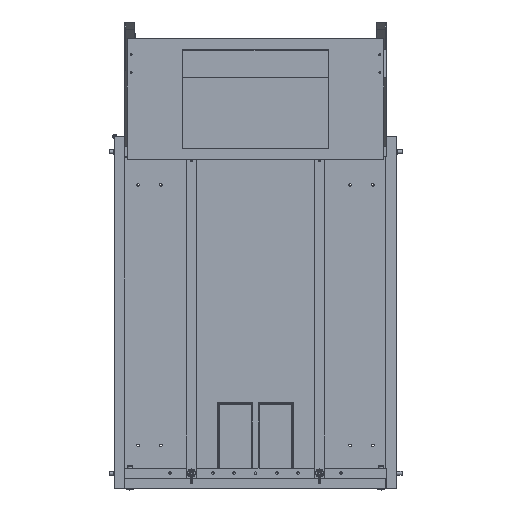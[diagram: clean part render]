
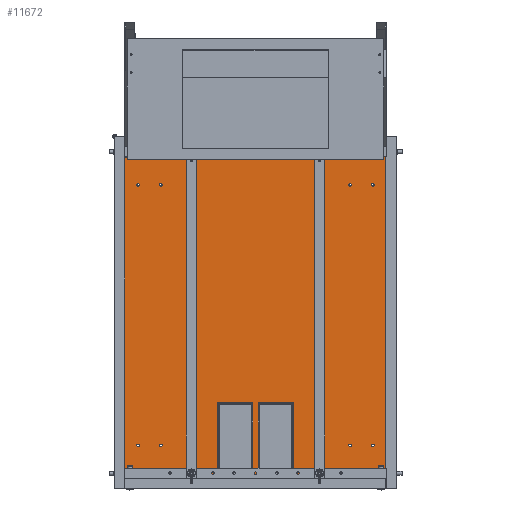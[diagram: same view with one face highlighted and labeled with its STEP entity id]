
A CAD part, top view. The second image highlights one B-rep face of the part: STEP entity #11672.
In plain terms, the highlighted planar face has unit normal (0, 0, 1).
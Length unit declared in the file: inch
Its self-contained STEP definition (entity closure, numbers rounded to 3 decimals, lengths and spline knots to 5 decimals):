
#669=FACE_BOUND('',#2356,.T.);
#670=FACE_BOUND('',#2357,.T.);
#671=FACE_BOUND('',#2358,.T.);
#672=FACE_BOUND('',#2359,.T.);
#673=FACE_BOUND('',#2360,.T.);
#674=FACE_BOUND('',#2361,.T.);
#675=FACE_BOUND('',#2362,.T.);
#676=FACE_BOUND('',#2363,.T.);
#677=FACE_BOUND('',#2364,.T.);
#678=FACE_BOUND('',#2365,.T.);
#679=FACE_BOUND('',#2366,.T.);
#680=FACE_BOUND('',#2367,.T.);
#681=FACE_BOUND('',#2368,.T.);
#682=FACE_BOUND('',#2369,.T.);
#683=FACE_BOUND('',#2370,.T.);
#684=FACE_BOUND('',#2371,.T.);
#1006=PLANE('',#13018);
#1629=FACE_OUTER_BOUND('',#2355,.T.);
#2355=EDGE_LOOP('',(#9382,#9383,#9384,#9385));
#2356=EDGE_LOOP('',(#9386));
#2357=EDGE_LOOP('',(#9387));
#2358=EDGE_LOOP('',(#9388));
#2359=EDGE_LOOP('',(#9389));
#2360=EDGE_LOOP('',(#9390));
#2361=EDGE_LOOP('',(#9391));
#2362=EDGE_LOOP('',(#9392));
#2363=EDGE_LOOP('',(#9393));
#2364=EDGE_LOOP('',(#9394));
#2365=EDGE_LOOP('',(#9395));
#2366=EDGE_LOOP('',(#9396));
#2367=EDGE_LOOP('',(#9397));
#2368=EDGE_LOOP('',(#9398));
#2369=EDGE_LOOP('',(#9399));
#2370=EDGE_LOOP('',(#9400));
#2371=EDGE_LOOP('',(#9401));
#3295=LINE('',#19976,#4141);
#3296=LINE('',#19979,#4142);
#3297=LINE('',#19981,#4143);
#3298=LINE('',#19982,#4144);
#4141=VECTOR('',#15509,0.3937);
#4142=VECTOR('',#15512,0.3937);
#4143=VECTOR('',#15513,0.3937);
#4144=VECTOR('',#15514,0.3937);
#4931=CIRCLE('',#12960,0.1285);
#4933=CIRCLE('',#12963,0.1285);
#4935=CIRCLE('',#12966,0.1285);
#4937=CIRCLE('',#12969,0.1285);
#4939=CIRCLE('',#12972,0.1285);
#4941=CIRCLE('',#12975,0.1285);
#4943=CIRCLE('',#12978,0.1285);
#4945=CIRCLE('',#12981,0.1285);
#4947=CIRCLE('',#12984,0.1285);
#4949=CIRCLE('',#12987,0.1285);
#4951=CIRCLE('',#12990,0.1285);
#4953=CIRCLE('',#12993,0.1285);
#4955=CIRCLE('',#12996,0.1285);
#4957=CIRCLE('',#12999,0.1285);
#4959=CIRCLE('',#13002,0.1285);
#4961=CIRCLE('',#13005,0.1285);
#5700=VERTEX_POINT('',#19819);
#5702=VERTEX_POINT('',#19825);
#5704=VERTEX_POINT('',#19831);
#5706=VERTEX_POINT('',#19837);
#5708=VERTEX_POINT('',#19843);
#5710=VERTEX_POINT('',#19849);
#5712=VERTEX_POINT('',#19855);
#5714=VERTEX_POINT('',#19861);
#5716=VERTEX_POINT('',#19867);
#5718=VERTEX_POINT('',#19873);
#5720=VERTEX_POINT('',#19879);
#5722=VERTEX_POINT('',#19885);
#5724=VERTEX_POINT('',#19891);
#5726=VERTEX_POINT('',#19897);
#5728=VERTEX_POINT('',#19903);
#5730=VERTEX_POINT('',#19909);
#5751=VERTEX_POINT('',#19972);
#5752=VERTEX_POINT('',#19974);
#5753=VERTEX_POINT('',#19978);
#5754=VERTEX_POINT('',#19980);
#6979=EDGE_CURVE('',#5700,#5700,#4931,.T.);
#6982=EDGE_CURVE('',#5702,#5702,#4933,.T.);
#6985=EDGE_CURVE('',#5704,#5704,#4935,.T.);
#6988=EDGE_CURVE('',#5706,#5706,#4937,.T.);
#6991=EDGE_CURVE('',#5708,#5708,#4939,.T.);
#6994=EDGE_CURVE('',#5710,#5710,#4941,.T.);
#6997=EDGE_CURVE('',#5712,#5712,#4943,.T.);
#7000=EDGE_CURVE('',#5714,#5714,#4945,.T.);
#7003=EDGE_CURVE('',#5716,#5716,#4947,.T.);
#7006=EDGE_CURVE('',#5718,#5718,#4949,.T.);
#7009=EDGE_CURVE('',#5720,#5720,#4951,.T.);
#7012=EDGE_CURVE('',#5722,#5722,#4953,.T.);
#7015=EDGE_CURVE('',#5724,#5724,#4955,.T.);
#7018=EDGE_CURVE('',#5726,#5726,#4957,.T.);
#7021=EDGE_CURVE('',#5728,#5728,#4959,.T.);
#7024=EDGE_CURVE('',#5730,#5730,#4961,.T.);
#7055=EDGE_CURVE('',#5751,#5752,#3295,.T.);
#7056=EDGE_CURVE('',#5753,#5751,#3296,.T.);
#7057=EDGE_CURVE('',#5754,#5752,#3297,.T.);
#7058=EDGE_CURVE('',#5753,#5754,#3298,.T.);
#9382=ORIENTED_EDGE('',*,*,#7056,.T.);
#9383=ORIENTED_EDGE('',*,*,#7055,.T.);
#9384=ORIENTED_EDGE('',*,*,#7057,.F.);
#9385=ORIENTED_EDGE('',*,*,#7058,.F.);
#9386=ORIENTED_EDGE('',*,*,#6979,.T.);
#9387=ORIENTED_EDGE('',*,*,#6982,.T.);
#9388=ORIENTED_EDGE('',*,*,#6985,.T.);
#9389=ORIENTED_EDGE('',*,*,#6988,.T.);
#9390=ORIENTED_EDGE('',*,*,#6991,.T.);
#9391=ORIENTED_EDGE('',*,*,#6994,.T.);
#9392=ORIENTED_EDGE('',*,*,#6997,.T.);
#9393=ORIENTED_EDGE('',*,*,#7000,.T.);
#9394=ORIENTED_EDGE('',*,*,#7003,.T.);
#9395=ORIENTED_EDGE('',*,*,#7006,.T.);
#9396=ORIENTED_EDGE('',*,*,#7009,.T.);
#9397=ORIENTED_EDGE('',*,*,#7012,.T.);
#9398=ORIENTED_EDGE('',*,*,#7015,.T.);
#9399=ORIENTED_EDGE('',*,*,#7018,.T.);
#9400=ORIENTED_EDGE('',*,*,#7021,.T.);
#9401=ORIENTED_EDGE('',*,*,#7024,.T.);
#11672=ADVANCED_FACE('',(#1629,#669,#670,#671,#672,#673,#674,#675,#676,
#677,#678,#679,#680,#681,#682,#683,#684),#1006,.T.);
#12960=AXIS2_PLACEMENT_3D('',#19821,#15348,#15349);
#12963=AXIS2_PLACEMENT_3D('',#19827,#15355,#15356);
#12966=AXIS2_PLACEMENT_3D('',#19833,#15362,#15363);
#12969=AXIS2_PLACEMENT_3D('',#19839,#15369,#15370);
#12972=AXIS2_PLACEMENT_3D('',#19845,#15376,#15377);
#12975=AXIS2_PLACEMENT_3D('',#19851,#15383,#15384);
#12978=AXIS2_PLACEMENT_3D('',#19857,#15390,#15391);
#12981=AXIS2_PLACEMENT_3D('',#19863,#15397,#15398);
#12984=AXIS2_PLACEMENT_3D('',#19869,#15404,#15405);
#12987=AXIS2_PLACEMENT_3D('',#19875,#15411,#15412);
#12990=AXIS2_PLACEMENT_3D('',#19881,#15418,#15419);
#12993=AXIS2_PLACEMENT_3D('',#19887,#15425,#15426);
#12996=AXIS2_PLACEMENT_3D('',#19893,#15432,#15433);
#12999=AXIS2_PLACEMENT_3D('',#19899,#15439,#15440);
#13002=AXIS2_PLACEMENT_3D('',#19905,#15446,#15447);
#13005=AXIS2_PLACEMENT_3D('',#19911,#15453,#15454);
#13018=AXIS2_PLACEMENT_3D('',#19977,#15510,#15511);
#15348=DIRECTION('center_axis',(0.,0.,-1.));
#15349=DIRECTION('ref_axis',(1.,0.,0.));
#15355=DIRECTION('center_axis',(0.,0.,-1.));
#15356=DIRECTION('ref_axis',(1.,0.,0.));
#15362=DIRECTION('center_axis',(0.,0.,-1.));
#15363=DIRECTION('ref_axis',(1.,0.,0.));
#15369=DIRECTION('center_axis',(0.,0.,-1.));
#15370=DIRECTION('ref_axis',(1.,0.,0.));
#15376=DIRECTION('center_axis',(0.,0.,-1.));
#15377=DIRECTION('ref_axis',(1.,0.,0.));
#15383=DIRECTION('center_axis',(0.,0.,-1.));
#15384=DIRECTION('ref_axis',(1.,0.,0.));
#15390=DIRECTION('center_axis',(0.,0.,-1.));
#15391=DIRECTION('ref_axis',(1.,0.,0.));
#15397=DIRECTION('center_axis',(0.,0.,-1.));
#15398=DIRECTION('ref_axis',(1.,0.,0.));
#15404=DIRECTION('center_axis',(0.,0.,-1.));
#15405=DIRECTION('ref_axis',(1.,0.,0.));
#15411=DIRECTION('center_axis',(0.,0.,-1.));
#15412=DIRECTION('ref_axis',(1.,0.,0.));
#15418=DIRECTION('center_axis',(0.,0.,-1.));
#15419=DIRECTION('ref_axis',(1.,0.,0.));
#15425=DIRECTION('center_axis',(0.,0.,-1.));
#15426=DIRECTION('ref_axis',(1.,0.,0.));
#15432=DIRECTION('center_axis',(0.,0.,-1.));
#15433=DIRECTION('ref_axis',(1.,0.,0.));
#15439=DIRECTION('center_axis',(0.,0.,-1.));
#15440=DIRECTION('ref_axis',(1.,0.,0.));
#15446=DIRECTION('center_axis',(0.,0.,-1.));
#15447=DIRECTION('ref_axis',(1.,0.,0.));
#15453=DIRECTION('center_axis',(0.,0.,-1.));
#15454=DIRECTION('ref_axis',(1.,0.,0.));
#15509=DIRECTION('',(1.,0.,0.));
#15510=DIRECTION('center_axis',(0.,0.,1.));
#15511=DIRECTION('ref_axis',(0.,-1.,0.));
#15512=DIRECTION('',(0.,-1.,0.));
#15513=DIRECTION('',(0.,-1.,0.));
#15514=DIRECTION('',(1.,0.,0.));
#19819=CARTESIAN_POINT('',(25.55339,-30.71457,0.));
#19821=CARTESIAN_POINT('Origin',(25.68189,-30.71457,0.));
#19825=CARTESIAN_POINT('',(2.18961,-33.78543,0.));
#19827=CARTESIAN_POINT('Origin',(2.31811,-33.78543,0.));
#19831=CARTESIAN_POINT('',(2.18961,-1.71457,0.));
#19833=CARTESIAN_POINT('Origin',(2.31811,-1.71457,0.));
#19837=CARTESIAN_POINT('',(25.55339,-4.78543,0.));
#19839=CARTESIAN_POINT('Origin',(25.68189,-4.78543,0.));
#19843=CARTESIAN_POINT('',(25.55339,-1.71457,0.));
#19845=CARTESIAN_POINT('Origin',(25.68189,-1.71457,0.));
#19849=CARTESIAN_POINT('',(2.18961,-4.78543,0.));
#19851=CARTESIAN_POINT('Origin',(2.31811,-4.78543,0.));
#19855=CARTESIAN_POINT('',(2.18961,-30.71457,0.));
#19857=CARTESIAN_POINT('Origin',(2.31811,-30.71457,0.));
#19861=CARTESIAN_POINT('',(23.28961,-33.78543,0.));
#19863=CARTESIAN_POINT('Origin',(23.41811,-33.78543,0.));
#19867=CARTESIAN_POINT('',(23.28961,-30.71457,0.));
#19869=CARTESIAN_POINT('Origin',(23.41811,-30.71457,0.));
#19873=CARTESIAN_POINT('',(4.45339,-33.78543,0.));
#19875=CARTESIAN_POINT('Origin',(4.58189,-33.78543,0.));
#19879=CARTESIAN_POINT('',(4.45339,-1.71457,0.));
#19881=CARTESIAN_POINT('Origin',(4.58189,-1.71457,0.));
#19885=CARTESIAN_POINT('',(23.28961,-4.78543,0.));
#19887=CARTESIAN_POINT('Origin',(23.41811,-4.78543,0.));
#19891=CARTESIAN_POINT('',(23.28961,-1.71457,0.));
#19893=CARTESIAN_POINT('Origin',(23.41811,-1.71457,0.));
#19897=CARTESIAN_POINT('',(4.45339,-4.78543,0.));
#19899=CARTESIAN_POINT('Origin',(4.58189,-4.78543,0.));
#19903=CARTESIAN_POINT('',(4.45339,-30.71457,0.));
#19905=CARTESIAN_POINT('Origin',(4.58189,-30.71457,0.));
#19909=CARTESIAN_POINT('',(25.55339,-33.78543,0.));
#19911=CARTESIAN_POINT('Origin',(25.68189,-33.78543,0.));
#19972=CARTESIAN_POINT('',(0.,-35.,0.));
#19974=CARTESIAN_POINT('',(28.,-35.,0.));
#19976=CARTESIAN_POINT('',(0.,-35.,0.));
#19977=CARTESIAN_POINT('Origin',(0.,0.,0.));
#19978=CARTESIAN_POINT('',(0.,0.,0.));
#19979=CARTESIAN_POINT('',(0.,0.,0.));
#19980=CARTESIAN_POINT('',(28.,0.,0.));
#19981=CARTESIAN_POINT('',(28.,0.,0.));
#19982=CARTESIAN_POINT('',(0.,0.,0.));
